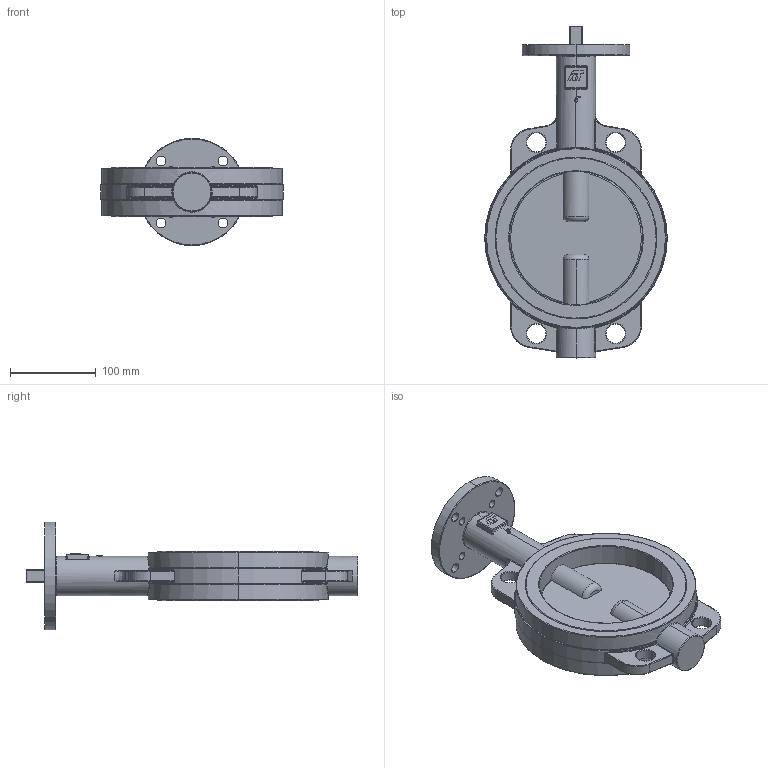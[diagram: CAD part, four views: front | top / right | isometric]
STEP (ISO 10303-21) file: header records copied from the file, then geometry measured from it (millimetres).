
FILE_DESCRIPTION (( 'STEP AP214' ), '1' );
FILE_NAME ('OS-W1-0600-XXX.step', '2019-08-12T18:31:30', ( '' ), ( '' ), 'SwSTEP 2.0', 'SolidWorks 2019', '' );
FILE_SCHEMA (( 'AUTOMOTIVE_DESIGN' ));
Length unit declared in the file: inch
Products named in the file (9): 25185; 25191; 25137; 25112; OS-W1-0600-XXX
Assembly tree (4 placements, depth 2):
  25191
  25137
  25112
  25185
  OS-W1-0600-XXX
    25137
    25185
    25191
    25112
Bounding box: 212.72 x 386.71 x 124.99 mm (x, y, z)
Volume: 1543155.2 mm3; surface area: 286186.9 mm2
Topology: 4 solids, 4 shells, 302 faces, 754 edges, 460 vertices
Faces by surface type: cylinder 108, plane 77, torus 70, bspline 43, sphere 4
Entity records: 12619 total; most frequent: CARTESIAN_POINT 5404, ORIENTED_EDGE 1492, DIRECTION 1437, EDGE_CURVE 746, AXIS2_PLACEMENT_3D 592, VERTEX_POINT 460, EDGE_LOOP 340, CIRCLE 325
